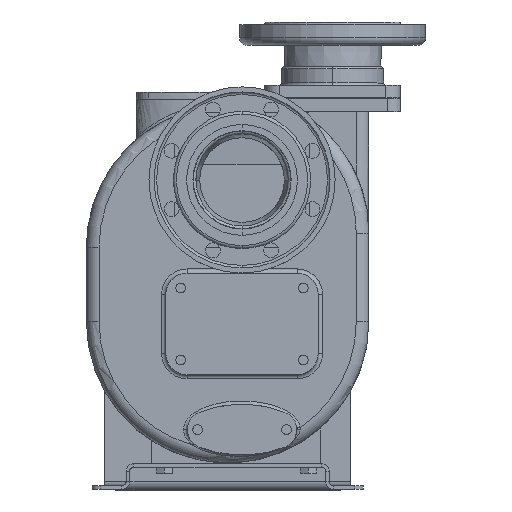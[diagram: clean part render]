
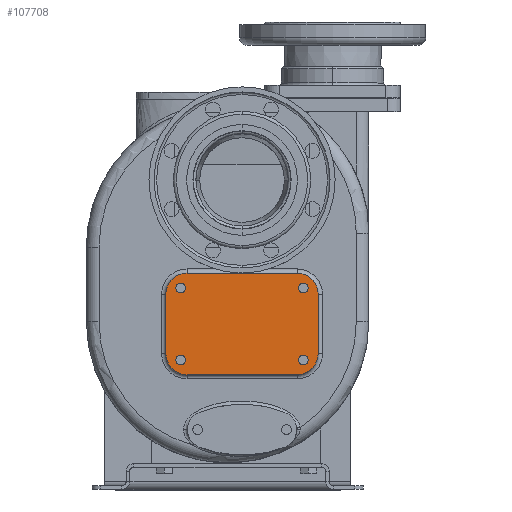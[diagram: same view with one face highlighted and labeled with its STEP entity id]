
A CAD part, top view. The second image highlights one B-rep face of the part: STEP entity #107708.
In plain terms, the highlighted planar face has unit normal (0, 0, 1).
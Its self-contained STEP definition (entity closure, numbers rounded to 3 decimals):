
#107337=CARTESIAN_POINT('',(-48.,130.,200.));
#107338=DIRECTION('',(0.,0.,-1.));
#107339=DIRECTION('',(0.,-1.,0.));
#107340=AXIS2_PLACEMENT_3D('',#107337,#107338,#107339);
#107342=DIRECTION('',(0.,1.,0.));
#107343=VECTOR('',#107342,70.);
#107344=CARTESIAN_POINT('',(-73.,130.,200.));
#107345=LINE('',#107344,#107343);
#107346=CARTESIAN_POINT('',(-48.,200.,200.));
#107347=DIRECTION('',(0.,0.,-1.));
#107348=DIRECTION('',(-1.,0.,0.));
#107349=AXIS2_PLACEMENT_3D('',#107346,#107347,#107348);
#107351=DIRECTION('',(1.,0.,0.));
#107352=VECTOR('',#107351,130.);
#107353=CARTESIAN_POINT('',(-48.,225.,200.));
#107354=LINE('',#107353,#107352);
#107355=CARTESIAN_POINT('',(82.,200.,200.));
#107356=DIRECTION('',(0.,0.,-1.));
#107357=DIRECTION('',(0.,1.,0.));
#107358=AXIS2_PLACEMENT_3D('',#107355,#107356,#107357);
#107360=DIRECTION('',(0.,-1.,0.));
#107361=VECTOR('',#107360,70.);
#107362=CARTESIAN_POINT('',(107.,200.,200.));
#107363=LINE('',#107362,#107361);
#107364=CARTESIAN_POINT('',(82.,130.,200.));
#107365=DIRECTION('',(0.,0.,-1.));
#107366=DIRECTION('',(1.,0.,0.));
#107367=AXIS2_PLACEMENT_3D('',#107364,#107365,#107366);
#107369=DIRECTION('',(-1.,0.,0.));
#107370=VECTOR('',#107369,130.);
#107371=CARTESIAN_POINT('',(82.,105.,200.));
#107372=LINE('',#107371,#107370);
#107373=CARTESIAN_POINT('',(89.5,122.5,200.));
#107374=DIRECTION('',(0.,0.,1.));
#107375=DIRECTION('',(1.,0.,0.));
#107376=AXIS2_PLACEMENT_3D('',#107373,#107374,#107375);
#107378=CARTESIAN_POINT('',(89.5,122.5,200.));
#107379=DIRECTION('',(0.,0.,1.));
#107380=DIRECTION('',(-1.,0.,0.));
#107381=AXIS2_PLACEMENT_3D('',#107378,#107379,#107380);
#107383=CARTESIAN_POINT('',(89.5,207.5,200.));
#107384=DIRECTION('',(0.,0.,1.));
#107385=DIRECTION('',(1.,0.,0.));
#107386=AXIS2_PLACEMENT_3D('',#107383,#107384,#107385);
#107388=CARTESIAN_POINT('',(89.5,207.5,200.));
#107389=DIRECTION('',(0.,0.,1.));
#107390=DIRECTION('',(-1.,0.,0.));
#107391=AXIS2_PLACEMENT_3D('',#107388,#107389,#107390);
#107393=CARTESIAN_POINT('',(-55.5,122.5,200.));
#107394=DIRECTION('',(0.,0.,1.));
#107395=DIRECTION('',(1.,0.,0.));
#107396=AXIS2_PLACEMENT_3D('',#107393,#107394,#107395);
#107398=CARTESIAN_POINT('',(-55.5,122.5,200.));
#107399=DIRECTION('',(0.,0.,1.));
#107400=DIRECTION('',(-1.,0.,0.));
#107401=AXIS2_PLACEMENT_3D('',#107398,#107399,#107400);
#107403=CARTESIAN_POINT('',(-55.5,207.5,200.));
#107404=DIRECTION('',(0.,0.,1.));
#107405=DIRECTION('',(1.,0.,0.));
#107406=AXIS2_PLACEMENT_3D('',#107403,#107404,#107405);
#107408=CARTESIAN_POINT('',(-55.5,207.5,200.));
#107409=DIRECTION('',(0.,0.,1.));
#107410=DIRECTION('',(-1.,0.,0.));
#107411=AXIS2_PLACEMENT_3D('',#107408,#107409,#107410);
#107477=CARTESIAN_POINT('',(95.25,122.5,200.));
#107478=CARTESIAN_POINT('',(83.75,122.5,200.));
#107479=VERTEX_POINT('',#107477);
#107480=VERTEX_POINT('',#107478);
#107481=CARTESIAN_POINT('',(95.25,207.5,200.));
#107482=CARTESIAN_POINT('',(83.75,207.5,200.));
#107483=VERTEX_POINT('',#107481);
#107484=VERTEX_POINT('',#107482);
#107485=CARTESIAN_POINT('',(-49.75,122.5,200.));
#107486=CARTESIAN_POINT('',(-61.25,122.5,200.));
#107487=VERTEX_POINT('',#107485);
#107488=VERTEX_POINT('',#107486);
#107489=CARTESIAN_POINT('',(-49.75,207.5,200.));
#107490=CARTESIAN_POINT('',(-61.25,207.5,200.));
#107491=VERTEX_POINT('',#107489);
#107492=VERTEX_POINT('',#107490);
#107493=CARTESIAN_POINT('',(-48.,105.,200.));
#107494=CARTESIAN_POINT('',(-73.,130.,200.));
#107495=VERTEX_POINT('',#107493);
#107496=VERTEX_POINT('',#107494);
#107497=CARTESIAN_POINT('',(-73.,200.,200.));
#107498=VERTEX_POINT('',#107497);
#107499=CARTESIAN_POINT('',(-48.,225.,200.));
#107500=VERTEX_POINT('',#107499);
#107501=CARTESIAN_POINT('',(82.,225.,200.));
#107502=VERTEX_POINT('',#107501);
#107503=CARTESIAN_POINT('',(107.,200.,200.));
#107504=VERTEX_POINT('',#107503);
#107505=CARTESIAN_POINT('',(107.,130.,200.));
#107506=VERTEX_POINT('',#107505);
#107507=CARTESIAN_POINT('',(82.,105.,200.));
#107508=VERTEX_POINT('',#107507);
#107669=CARTESIAN_POINT('',(17.,165.,200.));
#107670=DIRECTION('',(0.,0.,-1.));
#107671=DIRECTION('',(1.,0.,0.));
#107672=AXIS2_PLACEMENT_3D('',#107669,#107670,#107671);
#107673=PLANE('',#107672);
#107674=ORIENTED_EDGE('',*,*,#107580,.T.);
#107675=ORIENTED_EDGE('',*,*,#107594,.T.);
#107676=ORIENTED_EDGE('',*,*,#107608,.T.);
#107677=ORIENTED_EDGE('',*,*,#107622,.T.);
#107678=ORIENTED_EDGE('',*,*,#107636,.T.);
#107679=ORIENTED_EDGE('',*,*,#107650,.T.);
#107680=ORIENTED_EDGE('',*,*,#107663,.T.);
#107681=ORIENTED_EDGE('',*,*,#107518,.T.);
#107682=EDGE_LOOP('',(#107674,#107675,#107676,#107677,#107678,#107679,#107680,
#107681));
#107683=FACE_OUTER_BOUND('',#107682,.F.);
#107685=ORIENTED_EDGE('',*,*,#107684,.T.);
#107687=ORIENTED_EDGE('',*,*,#107686,.T.);
#107688=EDGE_LOOP('',(#107685,#107687));
#107689=FACE_BOUND('',#107688,.F.);
#107691=ORIENTED_EDGE('',*,*,#107690,.T.);
#107693=ORIENTED_EDGE('',*,*,#107692,.T.);
#107694=EDGE_LOOP('',(#107691,#107693));
#107695=FACE_BOUND('',#107694,.F.);
#107697=ORIENTED_EDGE('',*,*,#107696,.T.);
#107699=ORIENTED_EDGE('',*,*,#107698,.T.);
#107700=EDGE_LOOP('',(#107697,#107699));
#107701=FACE_BOUND('',#107700,.F.);
#107703=ORIENTED_EDGE('',*,*,#107702,.T.);
#107705=ORIENTED_EDGE('',*,*,#107704,.T.);
#107706=EDGE_LOOP('',(#107703,#107705));
#107707=FACE_BOUND('',#107706,.F.);
#107708=ADVANCED_FACE('',(#107683,#107689,#107695,#107701,#107707),#107673,.F.);
#107341=CIRCLE('',#107340,25.);
#107350=CIRCLE('',#107349,25.);
#107359=CIRCLE('',#107358,25.);
#107368=CIRCLE('',#107367,25.);
#107377=CIRCLE('',#107376,5.75);
#107382=CIRCLE('',#107381,5.75);
#107387=CIRCLE('',#107386,5.75);
#107392=CIRCLE('',#107391,5.75);
#107397=CIRCLE('',#107396,5.75);
#107402=CIRCLE('',#107401,5.75);
#107407=CIRCLE('',#107406,5.75);
#107412=CIRCLE('',#107411,5.75);
#107518=EDGE_CURVE('',#107508,#107495,#107372,.T.);
#107580=EDGE_CURVE('',#107495,#107496,#107341,.T.);
#107594=EDGE_CURVE('',#107496,#107498,#107345,.T.);
#107608=EDGE_CURVE('',#107498,#107500,#107350,.T.);
#107622=EDGE_CURVE('',#107500,#107502,#107354,.T.);
#107636=EDGE_CURVE('',#107502,#107504,#107359,.T.);
#107650=EDGE_CURVE('',#107504,#107506,#107363,.T.);
#107663=EDGE_CURVE('',#107506,#107508,#107368,.T.);
#107684=EDGE_CURVE('',#107479,#107480,#107377,.T.);
#107686=EDGE_CURVE('',#107480,#107479,#107382,.T.);
#107690=EDGE_CURVE('',#107483,#107484,#107387,.T.);
#107692=EDGE_CURVE('',#107484,#107483,#107392,.T.);
#107696=EDGE_CURVE('',#107487,#107488,#107397,.T.);
#107698=EDGE_CURVE('',#107488,#107487,#107402,.T.);
#107702=EDGE_CURVE('',#107491,#107492,#107407,.T.);
#107704=EDGE_CURVE('',#107492,#107491,#107412,.T.);
